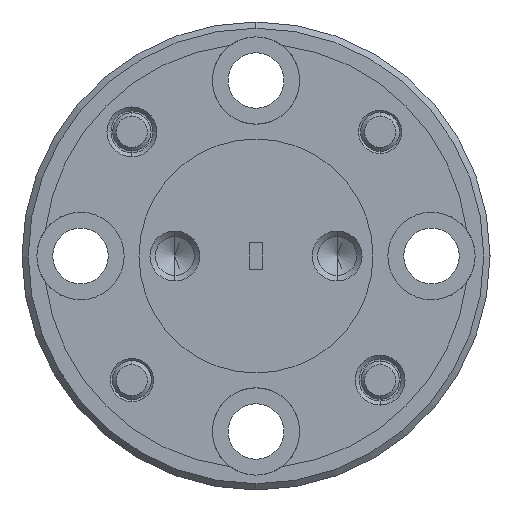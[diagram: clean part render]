
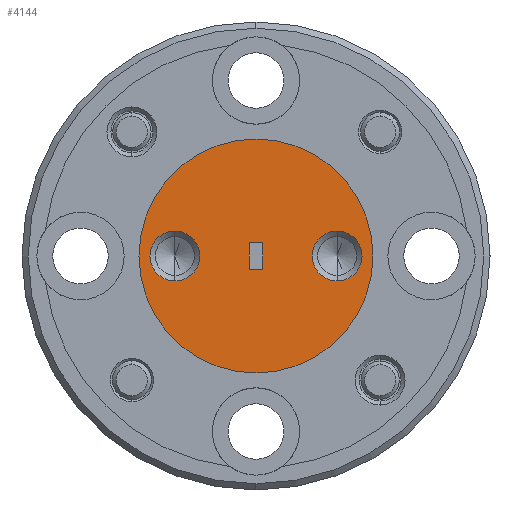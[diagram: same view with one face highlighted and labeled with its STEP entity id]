
A CAD part, left-side view. The second image highlights one B-rep face of the part: STEP entity #4144.
In plain terms, the highlighted planar face has unit normal (-1, 0, 0).
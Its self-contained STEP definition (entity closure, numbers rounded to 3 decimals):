
#25 = EDGE_LOOP ( 'NONE', ( #2764, #4255 ) ) ;
#81 = CARTESIAN_POINT ( 'NONE',  ( 0., 0., 4.763 ) ) ;
#177 = EDGE_CURVE ( 'NONE', #4386, #4943, #1784, .T. ) ;
#281 = EDGE_CURVE ( 'NONE', #3030, #518, #2716, .T. ) ;
#316 = ORIENTED_EDGE ( 'NONE', *, *, #786, .F. ) ;
#391 = ORIENTED_EDGE ( 'NONE', *, *, #3750, .F. ) ;
#437 = VECTOR ( 'NONE', #3707, 1000. ) ;
#440 = CARTESIAN_POINT ( 'NONE',  ( 0., 0.273, 0.546 ) ) ;
#470 = CARTESIAN_POINT ( 'NONE',  ( 0., -0.273, 0.546 ) ) ;
#484 = VERTEX_POINT ( 'NONE', #3582 ) ;
#518 = VERTEX_POINT ( 'NONE', #81 ) ;
#540 = DIRECTION ( 'NONE',  ( -1., 0., 0. ) ) ;
#569 = AXIS2_PLACEMENT_3D ( 'NONE', #2058, #540, #1294 ) ;
#571 = ORIENTED_EDGE ( 'NONE', *, *, #2631, .F. ) ;
#599 = AXIS2_PLACEMENT_3D ( 'NONE', #3644, #4447, #2485 ) ;
#684 = AXIS2_PLACEMENT_3D ( 'NONE', #2046, #1596, #4341 ) ;
#695 = DIRECTION ( 'NONE',  ( 0., 0., 1. ) ) ;
#786 = EDGE_CURVE ( 'NONE', #1083, #1685, #4116, .T. ) ;
#850 = CIRCLE ( 'NONE', #599, 1.016 ) ;
#856 = CARTESIAN_POINT ( 'NONE',  ( 0., -0.273, -0.546 ) ) ;
#870 = LINE ( 'NONE', #440, #4072 ) ;
#912 = FACE_BOUND ( 'NONE', #4529, .T. ) ;
#945 = EDGE_CURVE ( 'NONE', #2743, #2542, #2878, .T. ) ;
#947 = CARTESIAN_POINT ( 'NONE',  ( 0., 0., 0. ) ) ;
#964 = FACE_BOUND ( 'NONE', #25, .T. ) ;
#1042 = DIRECTION ( 'NONE',  ( 0., 0., 1. ) ) ;
#1083 = VERTEX_POINT ( 'NONE', #1188 ) ;
#1086 = AXIS2_PLACEMENT_3D ( 'NONE', #947, #2497, #4065 ) ;
#1188 = CARTESIAN_POINT ( 'NONE',  ( 0., -3.302, 1.016 ) ) ;
#1230 = CARTESIAN_POINT ( 'NONE',  ( 0., 0., -4.763 ) ) ;
#1294 = DIRECTION ( 'NONE',  ( 0., 0., 1. ) ) ;
#1423 = CARTESIAN_POINT ( 'NONE',  ( 0., 0., 0. ) ) ;
#1596 = DIRECTION ( 'NONE',  ( -1., 0., 0. ) ) ;
#1626 = ORIENTED_EDGE ( 'NONE', *, *, #3853, .T. ) ;
#1679 = CARTESIAN_POINT ( 'NONE',  ( 0., 0., 0. ) ) ;
#1685 = VERTEX_POINT ( 'NONE', #4481 ) ;
#1700 = FACE_OUTER_BOUND ( 'NONE', #1811, .T. ) ;
#1715 = AXIS2_PLACEMENT_3D ( 'NONE', #1679, #4059, #3602 ) ;
#1730 = DIRECTION ( 'NONE',  ( 0., 1., 0. ) ) ;
#1784 = LINE ( 'NONE', #4512, #437 ) ;
#1811 = EDGE_LOOP ( 'NONE', ( #1626, #2744 ) ) ;
#1961 = CIRCLE ( 'NONE', #569, 1.016 ) ;
#2025 = CARTESIAN_POINT ( 'NONE',  ( 0., 3.302, 1.016 ) ) ;
#2035 = PLANE ( 'NONE',  #1715 ) ;
#2046 = CARTESIAN_POINT ( 'NONE',  ( 0., 3.302, 0. ) ) ;
#2047 = VERTEX_POINT ( 'NONE', #2403 ) ;
#2058 = CARTESIAN_POINT ( 'NONE',  ( 0., -3.302, 0. ) ) ;
#2109 = CARTESIAN_POINT ( 'NONE',  ( 0., -0.273, 0.546 ) ) ;
#2256 = CARTESIAN_POINT ( 'NONE',  ( 0., 0.273, -0.546 ) ) ;
#2364 = ORIENTED_EDGE ( 'NONE', *, *, #3224, .F. ) ;
#2403 = CARTESIAN_POINT ( 'NONE',  ( 0., -0.273, 0.546 ) ) ;
#2423 = DIRECTION ( 'NONE',  ( 0., 0., -1. ) ) ;
#2450 = LINE ( 'NONE', #2109, #3915 ) ;
#2485 = DIRECTION ( 'NONE',  ( 0., 0., 1. ) ) ;
#2497 = DIRECTION ( 'NONE',  ( -1., 0., 0. ) ) ;
#2511 = EDGE_LOOP ( 'NONE', ( #316, #391 ) ) ;
#2542 = VERTEX_POINT ( 'NONE', #2025 ) ;
#2631 = EDGE_CURVE ( 'NONE', #484, #4386, #870, .T. ) ;
#2635 = AXIS2_PLACEMENT_3D ( 'NONE', #4227, #4198, #695 ) ;
#2716 = CIRCLE ( 'NONE', #1086, 4.763 ) ;
#2743 = VERTEX_POINT ( 'NONE', #2851 ) ;
#2744 = ORIENTED_EDGE ( 'NONE', *, *, #281, .T. ) ;
#2764 = ORIENTED_EDGE ( 'NONE', *, *, #4643, .F. ) ;
#2849 = FACE_BOUND ( 'NONE', #2511, .T. ) ;
#2851 = CARTESIAN_POINT ( 'NONE',  ( 0., 3.302, -1.016 ) ) ;
#2852 = AXIS2_PLACEMENT_3D ( 'NONE', #1423, #4558, #1042 ) ;
#2878 = CIRCLE ( 'NONE', #684, 1.016 ) ;
#3030 = VERTEX_POINT ( 'NONE', #1230 ) ;
#3063 = DIRECTION ( 'NONE',  ( 0., 0., 1. ) ) ;
#3137 = ORIENTED_EDGE ( 'NONE', *, *, #177, .F. ) ;
#3224 = EDGE_CURVE ( 'NONE', #4943, #2047, #4364, .T. ) ;
#3372 = ORIENTED_EDGE ( 'NONE', *, *, #3727, .F. ) ;
#3582 = CARTESIAN_POINT ( 'NONE',  ( 0., 0.273, 0.546 ) ) ;
#3602 = DIRECTION ( 'NONE',  ( 0., 0., -1. ) ) ;
#3644 = CARTESIAN_POINT ( 'NONE',  ( 0., 3.302, 0. ) ) ;
#3707 = DIRECTION ( 'NONE',  ( 0., -1., 0. ) ) ;
#3727 = EDGE_CURVE ( 'NONE', #2047, #484, #2450, .T. ) ;
#3750 = EDGE_CURVE ( 'NONE', #1685, #1083, #1961, .T. ) ;
#3853 = EDGE_CURVE ( 'NONE', #518, #3030, #4423, .T. ) ;
#3915 = VECTOR ( 'NONE', #1730, 1000. ) ;
#4059 = DIRECTION ( 'NONE',  ( 1., 0., 0. ) ) ;
#4065 = DIRECTION ( 'NONE',  ( 0., 0., 1. ) ) ;
#4072 = VECTOR ( 'NONE', #2423, 1000. ) ;
#4116 = CIRCLE ( 'NONE', #2635, 1.016 ) ;
#4144 = ADVANCED_FACE ( 'NONE', ( #964, #2849, #912, #1700 ), #2035, .F. ) ;
#4198 = DIRECTION ( 'NONE',  ( -1., 0., 0. ) ) ;
#4227 = CARTESIAN_POINT ( 'NONE',  ( 0., -3.302, 0. ) ) ;
#4255 = ORIENTED_EDGE ( 'NONE', *, *, #945, .F. ) ;
#4341 = DIRECTION ( 'NONE',  ( 0., 0., 1. ) ) ;
#4364 = LINE ( 'NONE', #470, #4772 ) ;
#4386 = VERTEX_POINT ( 'NONE', #2256 ) ;
#4423 = CIRCLE ( 'NONE', #2852, 4.763 ) ;
#4447 = DIRECTION ( 'NONE',  ( -1., 0., 0. ) ) ;
#4481 = CARTESIAN_POINT ( 'NONE',  ( 0., -3.302, -1.016 ) ) ;
#4512 = CARTESIAN_POINT ( 'NONE',  ( 0., -0.273, -0.546 ) ) ;
#4529 = EDGE_LOOP ( 'NONE', ( #2364, #3137, #571, #3372 ) ) ;
#4558 = DIRECTION ( 'NONE',  ( -1., 0., 0. ) ) ;
#4643 = EDGE_CURVE ( 'NONE', #2542, #2743, #850, .T. ) ;
#4772 = VECTOR ( 'NONE', #3063, 1000. ) ;
#4943 = VERTEX_POINT ( 'NONE', #856 ) ;
